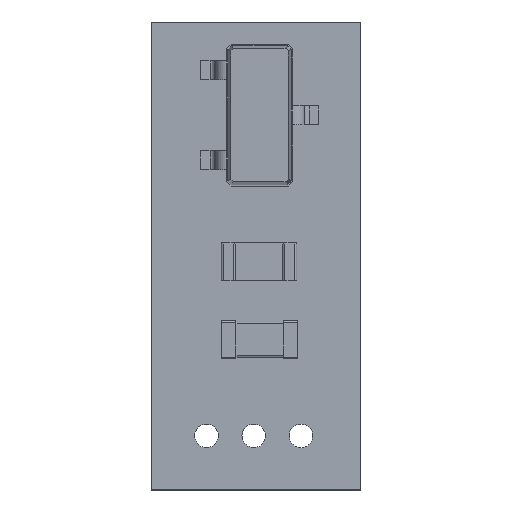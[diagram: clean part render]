
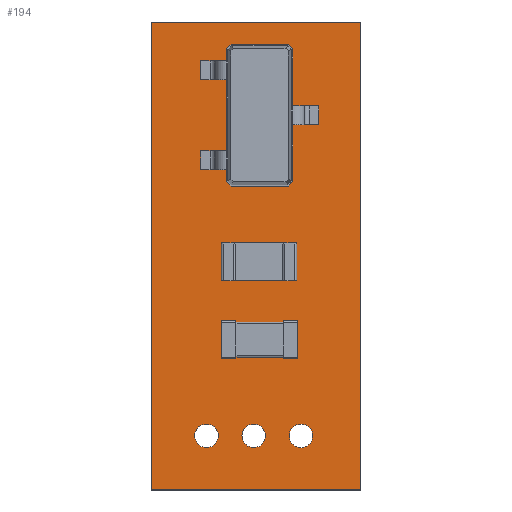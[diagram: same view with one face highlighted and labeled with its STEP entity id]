
A CAD part, top view. The second image highlights one B-rep face of the part: STEP entity #194.
In plain terms, the highlighted planar face has unit normal (0, 0, 1).
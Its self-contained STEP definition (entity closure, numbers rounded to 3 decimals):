
#75=FACE_BOUND('',#478,.F.);
#76=FACE_BOUND('',#479,.F.);
#77=FACE_BOUND('',#480,.F.);
#84=PLANE('',#2608);
#194=ADVANCED_FACE('',(#75,#76,#77,#336),#84,.T.);
#336=FACE_OUTER_BOUND('',#481,.F.);
#478=EDGE_LOOP('',(#649,#650));
#479=EDGE_LOOP('',(#651,#652));
#480=EDGE_LOOP('',(#653,#654));
#481=EDGE_LOOP('',(#655,#656,#657,#658));
#649=ORIENTED_EDGE('',*,*,#1485,.T.);
#650=ORIENTED_EDGE('',*,*,#1484,.T.);
#651=ORIENTED_EDGE('',*,*,#1487,.T.);
#652=ORIENTED_EDGE('',*,*,#1486,.T.);
#653=ORIENTED_EDGE('',*,*,#1489,.T.);
#654=ORIENTED_EDGE('',*,*,#1488,.T.);
#655=ORIENTED_EDGE('',*,*,#1471,.F.);
#656=ORIENTED_EDGE('',*,*,#1483,.F.);
#657=ORIENTED_EDGE('',*,*,#1473,.F.);
#658=ORIENTED_EDGE('',*,*,#1467,.F.);
#1396=CIRCLE('',#2595,0.25);
#1397=CIRCLE('',#2596,0.25);
#1398=CIRCLE('',#2597,0.25);
#1399=CIRCLE('',#2598,0.25);
#1400=CIRCLE('',#2599,0.25);
#1401=CIRCLE('',#2600,0.25);
#1467=EDGE_CURVE('',#2318,#2317,#1817,.T.);
#1471=EDGE_CURVE('',#2314,#2318,#1821,.T.);
#1473=EDGE_CURVE('',#2317,#2313,#1823,.T.);
#1483=EDGE_CURVE('',#2313,#2314,#1827,.T.);
#1484=EDGE_CURVE('',#2305,#2304,#1396,.T.);
#1485=EDGE_CURVE('',#2304,#2305,#1397,.T.);
#1486=EDGE_CURVE('',#2303,#2302,#1398,.T.);
#1487=EDGE_CURVE('',#2302,#2303,#1399,.T.);
#1488=EDGE_CURVE('',#2301,#2300,#1400,.T.);
#1489=EDGE_CURVE('',#2300,#2301,#1401,.T.);
#1817=LINE('',#3545,#2059);
#1821=LINE('',#3549,#2063);
#1823=LINE('',#3551,#2065);
#1827=LINE('',#3561,#2069);
#2059=VECTOR('',#2823,4.445);
#2063=VECTOR('',#2827,9.906);
#2065=VECTOR('',#2829,9.906);
#2069=VECTOR('',#2845,4.445);
#2300=VERTEX_POINT('',#3524);
#2301=VERTEX_POINT('',#3525);
#2302=VERTEX_POINT('',#3526);
#2303=VERTEX_POINT('',#3527);
#2304=VERTEX_POINT('',#3528);
#2305=VERTEX_POINT('',#3529);
#2313=VERTEX_POINT('',#3537);
#2314=VERTEX_POINT('',#3538);
#2317=VERTEX_POINT('',#3541);
#2318=VERTEX_POINT('',#3542);
#2595=AXIS2_PLACEMENT_3D('',#3562,#2846,#2847);
#2596=AXIS2_PLACEMENT_3D('',#3563,#2848,#2849);
#2597=AXIS2_PLACEMENT_3D('',#3564,#2850,#2851);
#2598=AXIS2_PLACEMENT_3D('',#3565,#2852,#2853);
#2599=AXIS2_PLACEMENT_3D('',#3566,#2854,#2855);
#2600=AXIS2_PLACEMENT_3D('',#3567,#2856,#2857);
#2608=AXIS2_PLACEMENT_3D('',#3581,#2878,#2879);
#2823=DIRECTION('',(-1.,0.,0.));
#2827=DIRECTION('',(0.,1.,0.));
#2829=DIRECTION('',(0.,-1.,0.));
#2845=DIRECTION('',(1.,0.,0.));
#2846=DIRECTION('',(0.,0.,1.));
#2847=DIRECTION('',(0.,1.,0.));
#2848=DIRECTION('',(0.,0.,1.));
#2849=DIRECTION('',(0.,-1.,0.));
#2850=DIRECTION('',(0.,0.,1.));
#2851=DIRECTION('',(0.,1.,0.));
#2852=DIRECTION('',(0.,0.,1.));
#2853=DIRECTION('',(0.,-1.,0.));
#2854=DIRECTION('',(0.,0.,1.));
#2855=DIRECTION('',(0.,1.,0.));
#2856=DIRECTION('',(0.,0.,1.));
#2857=DIRECTION('',(0.,-1.,0.));
#2878=DIRECTION('',(0.,0.,1.));
#2879=DIRECTION('',(0.,-1.,0.));
#3524=CARTESIAN_POINT('',(-189.69,-127.042,184.15));
#3525=CARTESIAN_POINT('',(-189.69,-126.542,184.15));
#3526=CARTESIAN_POINT('',(-190.69,-127.042,184.15));
#3527=CARTESIAN_POINT('',(-190.69,-126.542,184.15));
#3528=CARTESIAN_POINT('',(-191.69,-127.042,184.15));
#3529=CARTESIAN_POINT('',(-191.69,-126.542,184.15));
#3537=CARTESIAN_POINT('',(-192.865,-127.935,184.15));
#3538=CARTESIAN_POINT('',(-188.42,-127.935,184.15));
#3541=CARTESIAN_POINT('',(-192.865,-118.029,184.15));
#3542=CARTESIAN_POINT('',(-188.42,-118.029,184.15));
#3545=CARTESIAN_POINT('',(-188.42,-118.029,184.15));
#3549=CARTESIAN_POINT('',(-188.42,-127.935,184.15));
#3551=CARTESIAN_POINT('',(-192.865,-118.029,184.15));
#3561=CARTESIAN_POINT('',(-192.865,-127.935,184.15));
#3562=CARTESIAN_POINT('',(-191.69,-126.792,184.15));
#3563=CARTESIAN_POINT('',(-191.69,-126.792,184.15));
#3564=CARTESIAN_POINT('',(-190.69,-126.792,184.15));
#3565=CARTESIAN_POINT('',(-190.69,-126.792,184.15));
#3566=CARTESIAN_POINT('',(-189.69,-126.792,184.15));
#3567=CARTESIAN_POINT('',(-189.69,-126.792,184.15));
#3581=CARTESIAN_POINT('',(-193.36,-117.534,184.15));
